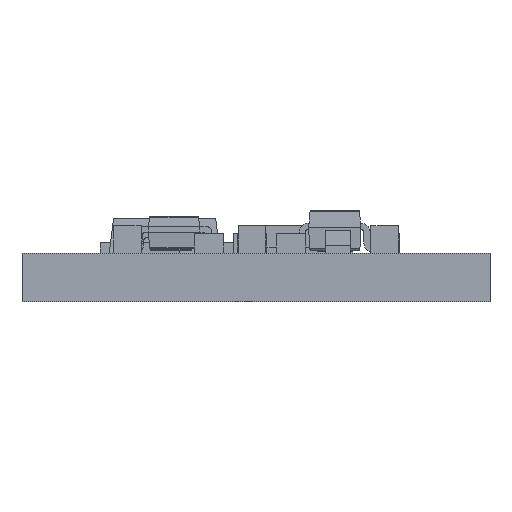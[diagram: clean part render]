
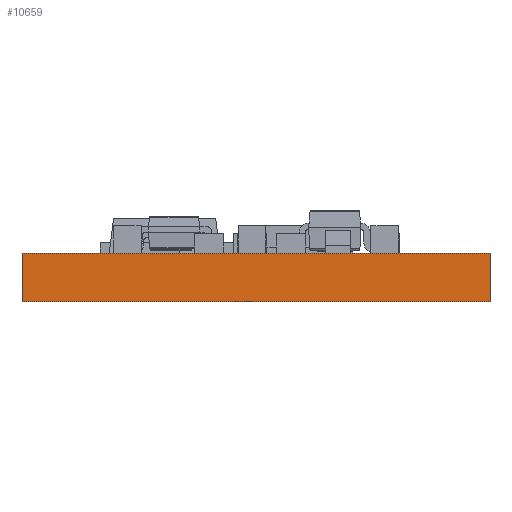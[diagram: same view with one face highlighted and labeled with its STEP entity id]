
A CAD part, front view. The second image highlights one B-rep face of the part: STEP entity #10659.
In plain terms, the highlighted planar face has unit normal (0, -1, 0).
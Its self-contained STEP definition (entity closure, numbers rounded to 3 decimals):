
#3764 = VERTEX_POINT ( 'NONE', #16726 ) ;
#4671 = EDGE_CURVE ( 'NONE', #3764, #18017, #26271, .T. ) ;
#8624 = CARTESIAN_POINT ( 'NONE',  ( 0., 0., 0. ) ) ;
#10659 = ADVANCED_FACE ( 'NONE', ( #13632 ), #29110, .F. ) ;
#11580 = DIRECTION ( 'NONE',  ( 1., 0., 0. ) ) ;
#13254 = LINE ( 'NONE', #28211, #38907 ) ;
#13632 = FACE_OUTER_BOUND ( 'NONE', #36406, .T. ) ;
#13884 = DIRECTION ( 'NONE',  ( 0., 0., 1. ) ) ;
#14380 = EDGE_CURVE ( 'NONE', #18017, #43846, #27497, .T. ) ;
#16726 = CARTESIAN_POINT ( 'NONE',  ( 0., 0., 1.575 ) ) ;
#16768 = VECTOR ( 'NONE', #46349, 1000. ) ;
#17020 = ORIENTED_EDGE ( 'NONE', *, *, #21247, .F. ) ;
#17745 = VERTEX_POINT ( 'NONE', #33674 ) ;
#18017 = VERTEX_POINT ( 'NONE', #36246 ) ;
#21247 = EDGE_CURVE ( 'NONE', #17745, #43846, #31429, .T. ) ;
#21836 = AXIS2_PLACEMENT_3D ( 'NONE', #39406, #43578, #13884 ) ;
#24489 = CARTESIAN_POINT ( 'NONE',  ( 15.24, 0., 1.575 ) ) ;
#25816 = ORIENTED_EDGE ( 'NONE', *, *, #4671, .T. ) ;
#26271 = LINE ( 'NONE', #48357, #31160 ) ;
#27497 = LINE ( 'NONE', #8624, #34922 ) ;
#28211 = CARTESIAN_POINT ( 'NONE',  ( 0., 0., 1.575 ) ) ;
#29110 = PLANE ( 'NONE',  #21836 ) ;
#30498 = CARTESIAN_POINT ( 'NONE',  ( 15.24, 0., 0. ) ) ;
#31160 = VECTOR ( 'NONE', #40990, 1000. ) ;
#31429 = LINE ( 'NONE', #24489, #16768 ) ;
#33674 = CARTESIAN_POINT ( 'NONE',  ( 15.24, 0., 1.575 ) ) ;
#34922 = VECTOR ( 'NONE', #11580, 1000. ) ;
#36246 = CARTESIAN_POINT ( 'NONE',  ( 0., 0., 0. ) ) ;
#36406 = EDGE_LOOP ( 'NONE', ( #42266, #17020, #42985, #25816 ) ) ;
#38907 = VECTOR ( 'NONE', #43192, 1000. ) ;
#39406 = CARTESIAN_POINT ( 'NONE',  ( 0., 0., 1.575 ) ) ;
#40990 = DIRECTION ( 'NONE',  ( 0., 0., -1. ) ) ;
#42266 = ORIENTED_EDGE ( 'NONE', *, *, #14380, .T. ) ;
#42985 = ORIENTED_EDGE ( 'NONE', *, *, #47452, .F. ) ;
#43192 = DIRECTION ( 'NONE',  ( 1., 0., 0. ) ) ;
#43578 = DIRECTION ( 'NONE',  ( 0., 1., 0. ) ) ;
#43846 = VERTEX_POINT ( 'NONE', #30498 ) ;
#46349 = DIRECTION ( 'NONE',  ( 0., 0., -1. ) ) ;
#47452 = EDGE_CURVE ( 'NONE', #3764, #17745, #13254, .T. ) ;
#48357 = CARTESIAN_POINT ( 'NONE',  ( 0., 0., 1.575 ) ) ;
